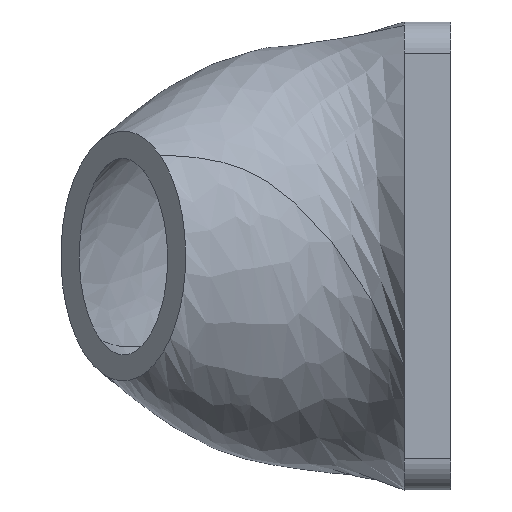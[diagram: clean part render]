
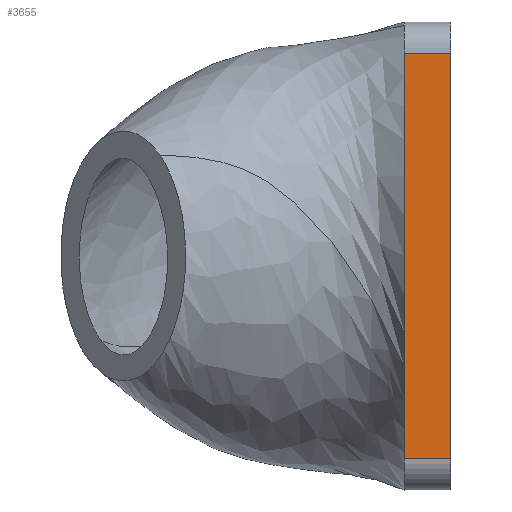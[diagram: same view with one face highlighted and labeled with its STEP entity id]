
A CAD part, left-side view. The second image highlights one B-rep face of the part: STEP entity #3655.
In plain terms, the highlighted planar face has unit normal (-1, 0, 0).
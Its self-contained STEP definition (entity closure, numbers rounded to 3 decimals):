
#87 = CARTESIAN_POINT ( 'NONE',  ( 0., 3., -28. ) ) ;
#182 = CARTESIAN_POINT ( 'NONE',  ( 0., 0., -2. ) ) ;
#220 = LINE ( 'NONE', #2746, #3353 ) ;
#758 = EDGE_CURVE ( 'NONE', #1429, #6874, #3305, .T. ) ;
#1039 = ORIENTED_EDGE ( 'NONE', *, *, #6142, .T. ) ;
#1263 = VECTOR ( 'NONE', #1984, 1000. ) ;
#1429 = VERTEX_POINT ( 'NONE', #87 ) ;
#1615 = DIRECTION ( 'NONE',  ( 0., 0., -1. ) ) ;
#1684 = CARTESIAN_POINT ( 'NONE',  ( 0., 3., -15.001 ) ) ;
#1984 = DIRECTION ( 'NONE',  ( 0., -1., 0. ) ) ;
#2746 = CARTESIAN_POINT ( 'NONE',  ( 0., 3., -2. ) ) ;
#2865 = LINE ( 'NONE', #3385, #5822 ) ;
#2918 = ORIENTED_EDGE ( 'NONE', *, *, #758, .T. ) ;
#3154 = CARTESIAN_POINT ( 'NONE',  ( 0., 3., -28. ) ) ;
#3235 = DIRECTION ( 'NONE',  ( 0., 1., 0. ) ) ;
#3305 = LINE ( 'NONE', #3154, #1263 ) ;
#3350 = LINE ( 'NONE', #4909, #4028 ) ;
#3353 = VECTOR ( 'NONE', #3235, 1000. ) ;
#3385 = CARTESIAN_POINT ( 'NONE',  ( 0., 3., 0. ) ) ;
#3506 = VERTEX_POINT ( 'NONE', #1684 ) ;
#3602 = ORIENTED_EDGE ( 'NONE', *, *, #5136, .T. ) ;
#3655 = ADVANCED_FACE ( 'NONE', ( #4348 ), #7232, .F. ) ;
#3712 = EDGE_CURVE ( 'NONE', #1429, #3506, #2865, .T. ) ;
#4006 = ORIENTED_EDGE ( 'NONE', *, *, #7577, .F. ) ;
#4028 = VECTOR ( 'NONE', #5670, 1000. ) ;
#4136 = CARTESIAN_POINT ( 'NONE',  ( 0., 3., 0. ) ) ;
#4348 = FACE_OUTER_BOUND ( 'NONE', #4487, .T. ) ;
#4487 = EDGE_LOOP ( 'NONE', ( #6951, #2918, #1039, #3602, #4006 ) ) ;
#4696 = DIRECTION ( 'NONE',  ( 0., 0., 1. ) ) ;
#4778 = DIRECTION ( 'NONE',  ( 1., 0., 0. ) ) ;
#4909 = CARTESIAN_POINT ( 'NONE',  ( 0., 0., 0. ) ) ;
#5013 = CARTESIAN_POINT ( 'NONE',  ( 0., 0., -28. ) ) ;
#5136 = EDGE_CURVE ( 'NONE', #7269, #5774, #220, .T. ) ;
#5670 = DIRECTION ( 'NONE',  ( 0., 0., 1. ) ) ;
#5774 = VERTEX_POINT ( 'NONE', #8025 ) ;
#5822 = VECTOR ( 'NONE', #4696, 1000. ) ;
#5853 = DIRECTION ( 'NONE',  ( 0., 0., 1. ) ) ;
#6142 = EDGE_CURVE ( 'NONE', #6874, #7269, #3350, .T. ) ;
#6512 = AXIS2_PLACEMENT_3D ( 'NONE', #4136, #4778, #1615 ) ;
#6809 = VECTOR ( 'NONE', #5853, 1000. ) ;
#6874 = VERTEX_POINT ( 'NONE', #5013 ) ;
#6951 = ORIENTED_EDGE ( 'NONE', *, *, #3712, .F. ) ;
#7121 = CARTESIAN_POINT ( 'NONE',  ( 0., 3., 0. ) ) ;
#7232 = PLANE ( 'NONE',  #6512 ) ;
#7269 = VERTEX_POINT ( 'NONE', #182 ) ;
#7411 = LINE ( 'NONE', #7121, #6809 ) ;
#7577 = EDGE_CURVE ( 'NONE', #3506, #5774, #7411, .T. ) ;
#8025 = CARTESIAN_POINT ( 'NONE',  ( 0., 3., -2. ) ) ;
